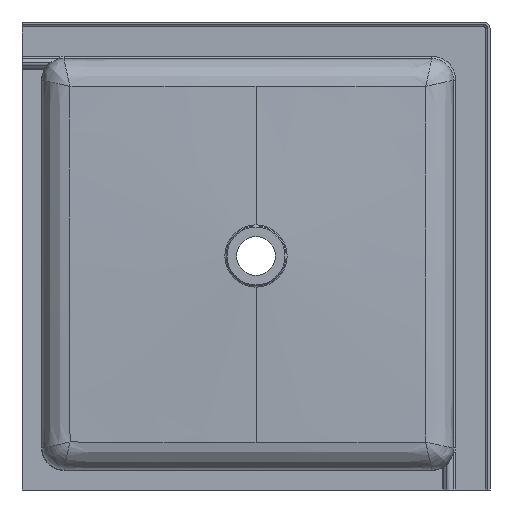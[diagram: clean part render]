
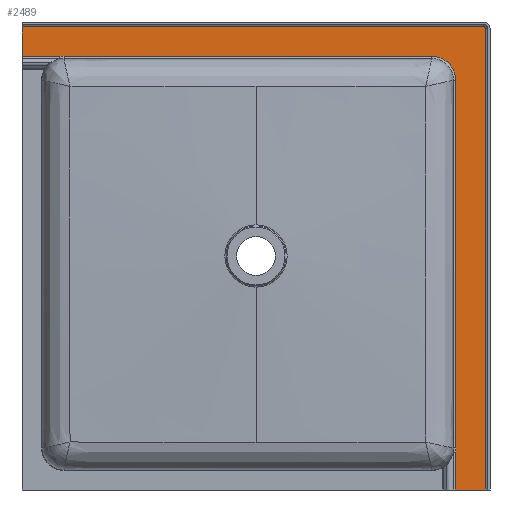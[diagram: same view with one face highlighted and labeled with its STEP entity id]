
A CAD part, front view. The second image highlights one B-rep face of the part: STEP entity #2489.
In plain terms, the highlighted planar face has unit normal (0, -1, 0).
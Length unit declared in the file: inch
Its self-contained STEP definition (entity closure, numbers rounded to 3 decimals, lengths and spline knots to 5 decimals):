
#24 = FACE_OUTER_BOUND ( 'NONE', #3286, .T. ) ;
#60 = CARTESIAN_POINT ( 'NONE',  ( 0., -0.1875, 15.375 ) ) ;
#85 = CIRCLE ( 'NONE', #1222, 0.125 ) ;
#191 = AXIS2_PLACEMENT_3D ( 'NONE', #4740, #6728, #3393 ) ;
#268 = VERTEX_POINT ( 'NONE', #3767 ) ;
#349 = CARTESIAN_POINT ( 'NONE',  ( 13.5, -0.1875, 15.375 ) ) ;
#441 = ORIENTED_EDGE ( 'NONE', *, *, #4172, .T. ) ;
#465 = LINE ( 'NONE', #3203, #1499 ) ;
#491 = CARTESIAN_POINT ( 'NONE',  ( 15.375, -0.1875, -14.7525 ) ) ;
#514 = EDGE_CURVE ( 'NONE', #6050, #5360, #4440, .T. ) ;
#603 = CARTESIAN_POINT ( 'NONE',  ( 15.33849, -0.1875, -18. ) ) ;
#917 = EDGE_CURVE ( 'NONE', #4684, #7227, #8226, .T. ) ;
#1018 = DIRECTION ( 'NONE',  ( 0., 1., 0. ) ) ;
#1129 = EDGE_CURVE ( 'NONE', #4451, #2270, #1814, .T. ) ;
#1143 = ORIENTED_EDGE ( 'NONE', *, *, #3471, .F. ) ;
#1166 = VERTEX_POINT ( 'NONE', #603 ) ;
#1222 = AXIS2_PLACEMENT_3D ( 'NONE', #5722, #2126, #7025 ) ;
#1431 = AXIS2_PLACEMENT_3D ( 'NONE', #3341, #5462, #6099 ) ;
#1499 = VECTOR ( 'NONE', #5957, 39.37008 ) ;
#1509 = CARTESIAN_POINT ( 'NONE',  ( 0., -0.1875, 17.625 ) ) ;
#1594 = CARTESIAN_POINT ( 'NONE',  ( -14.7525, -0.1875, 13.5 ) ) ;
#1600 = EDGE_CURVE ( 'NONE', #7213, #4451, #6368, .T. ) ;
#1794 = ORIENTED_EDGE ( 'NONE', *, *, #5229, .T. ) ;
#1814 = LINE ( 'NONE', #8720, #4668 ) ;
#1827 = CARTESIAN_POINT ( 'NONE',  ( -14.7525, -0.1875, 15.375 ) ) ;
#2089 = DIRECTION ( 'NONE',  ( 1., 0., 0. ) ) ;
#2126 = DIRECTION ( 'NONE',  ( 0., -1., 0. ) ) ;
#2242 = DIRECTION ( 'NONE',  ( 0., 0., 1. ) ) ;
#2270 = VERTEX_POINT ( 'NONE', #491 ) ;
#2273 = CARTESIAN_POINT ( 'NONE',  ( -18., -0.1875, 17.625 ) ) ;
#2283 = CARTESIAN_POINT ( 'NONE',  ( 17.625, -0.1875, 0. ) ) ;
#2489 = ADVANCED_FACE ( 'NONE', ( #24 ), #4735, .F. ) ;
#2549 = CARTESIAN_POINT ( 'NONE',  ( 0., -0.1875, -18. ) ) ;
#2621 = DIRECTION ( 'NONE',  ( 0., 1., 0. ) ) ;
#2740 = ORIENTED_EDGE ( 'NONE', *, *, #1129, .T. ) ;
#2746 = DIRECTION ( 'NONE',  ( 1., 0., 0. ) ) ;
#2840 = CARTESIAN_POINT ( 'NONE',  ( 15.375, -0.1875, 13.5 ) ) ;
#3015 = CARTESIAN_POINT ( 'NONE',  ( 17.625, -0.1875, 17.5 ) ) ;
#3108 = ORIENTED_EDGE ( 'NONE', *, *, #514, .T. ) ;
#3146 = VECTOR ( 'NONE', #6692, 39.37008 ) ;
#3203 = CARTESIAN_POINT ( 'NONE',  ( 0., -0.1875, 15.33849 ) ) ;
#3266 = CARTESIAN_POINT ( 'NONE',  ( -15.12069, -0.1875, 15.33849 ) ) ;
#3286 = EDGE_LOOP ( 'NONE', ( #5811, #6517, #1143, #3108, #7148, #441, #5694, #3398, #8312, #1794, #3646, #2740 ) ) ;
#3341 = CARTESIAN_POINT ( 'NONE',  ( 13.5, -0.1875, -14.7525 ) ) ;
#3393 = DIRECTION ( 'NONE',  ( 0., 0., 1. ) ) ;
#3398 = ORIENTED_EDGE ( 'NONE', *, *, #7697, .T. ) ;
#3471 = EDGE_CURVE ( 'NONE', #6050, #1166, #5978, .T. ) ;
#3619 = AXIS2_PLACEMENT_3D ( 'NONE', #1594, #1018, #6459 ) ;
#3646 = ORIENTED_EDGE ( 'NONE', *, *, #1600, .T. ) ;
#3655 = VECTOR ( 'NONE', #5050, 39.37008 ) ;
#3742 = VERTEX_POINT ( 'NONE', #7973 ) ;
#3750 = CARTESIAN_POINT ( 'NONE',  ( 15.33849, -0.1875, -15.12069 ) ) ;
#3752 = VERTEX_POINT ( 'NONE', #3750 ) ;
#3767 = CARTESIAN_POINT ( 'NONE',  ( 17.5, -0.1875, 17.625 ) ) ;
#3854 = EDGE_CURVE ( 'NONE', #2270, #3752, #8875, .T. ) ;
#4024 = DIRECTION ( 'NONE',  ( 0., 0., -1. ) ) ;
#4172 = EDGE_CURVE ( 'NONE', #268, #8361, #7034, .T. ) ;
#4430 = EDGE_CURVE ( 'NONE', #5360, #268, #85, .T. ) ;
#4440 = LINE ( 'NONE', #2283, #5144 ) ;
#4451 = VERTEX_POINT ( 'NONE', #2840 ) ;
#4668 = VECTOR ( 'NONE', #4731, 39.37008 ) ;
#4684 = VERTEX_POINT ( 'NONE', #3266 ) ;
#4727 = LINE ( 'NONE', #60, #6982 ) ;
#4731 = DIRECTION ( 'NONE',  ( 0., 0., -1. ) ) ;
#4735 = PLANE ( 'NONE',  #5523 ) ;
#4740 = CARTESIAN_POINT ( 'NONE',  ( 13.5, -0.1875, 13.5 ) ) ;
#4929 = CARTESIAN_POINT ( 'NONE',  ( 15.33849, -0.1875, 0. ) ) ;
#5050 = DIRECTION ( 'NONE',  ( -1., 0., 0. ) ) ;
#5144 = VECTOR ( 'NONE', #2242, 39.37008 ) ;
#5229 = EDGE_CURVE ( 'NONE', #7227, #7213, #4727, .T. ) ;
#5360 = VERTEX_POINT ( 'NONE', #3015 ) ;
#5462 = DIRECTION ( 'NONE',  ( 0., 1., 0. ) ) ;
#5523 = AXIS2_PLACEMENT_3D ( 'NONE', #6143, #2621, #2089 ) ;
#5694 = ORIENTED_EDGE ( 'NONE', *, *, #7348, .F. ) ;
#5718 = VECTOR ( 'NONE', #4024, 39.37008 ) ;
#5722 = CARTESIAN_POINT ( 'NONE',  ( 17.5, -0.1875, 17.5 ) ) ;
#5811 = ORIENTED_EDGE ( 'NONE', *, *, #3854, .T. ) ;
#5957 = DIRECTION ( 'NONE',  ( 1., 0., 0. ) ) ;
#5978 = LINE ( 'NONE', #2549, #3146 ) ;
#6050 = VERTEX_POINT ( 'NONE', #6158 ) ;
#6099 = DIRECTION ( 'NONE',  ( 0., 0., 1. ) ) ;
#6143 = CARTESIAN_POINT ( 'NONE',  ( 0., -0.1875, 0. ) ) ;
#6153 = LINE ( 'NONE', #4929, #5718 ) ;
#6158 = CARTESIAN_POINT ( 'NONE',  ( 17.625, -0.1875, -18. ) ) ;
#6196 = DIRECTION ( 'NONE',  ( 0., 0., 1. ) ) ;
#6240 = VECTOR ( 'NONE', #6196, 39.37008 ) ;
#6368 = CIRCLE ( 'NONE', #191, 1.875 ) ;
#6459 = DIRECTION ( 'NONE',  ( 0., 0., 1. ) ) ;
#6517 = ORIENTED_EDGE ( 'NONE', *, *, #8740, .T. ) ;
#6692 = DIRECTION ( 'NONE',  ( -1., 0., 0. ) ) ;
#6728 = DIRECTION ( 'NONE',  ( 0., 1., 0. ) ) ;
#6907 = LINE ( 'NONE', #8778, #6240 ) ;
#6982 = VECTOR ( 'NONE', #2746, 39.37008 ) ;
#7025 = DIRECTION ( 'NONE',  ( 0., 0., 1. ) ) ;
#7034 = LINE ( 'NONE', #1509, #3655 ) ;
#7148 = ORIENTED_EDGE ( 'NONE', *, *, #4430, .T. ) ;
#7213 = VERTEX_POINT ( 'NONE', #349 ) ;
#7227 = VERTEX_POINT ( 'NONE', #1827 ) ;
#7348 = EDGE_CURVE ( 'NONE', #3742, #8361, #6907, .T. ) ;
#7697 = EDGE_CURVE ( 'NONE', #3742, #4684, #465, .T. ) ;
#7973 = CARTESIAN_POINT ( 'NONE',  ( -18., -0.1875, 15.33849 ) ) ;
#8226 = CIRCLE ( 'NONE', #3619, 1.875 ) ;
#8312 = ORIENTED_EDGE ( 'NONE', *, *, #917, .T. ) ;
#8361 = VERTEX_POINT ( 'NONE', #2273 ) ;
#8720 = CARTESIAN_POINT ( 'NONE',  ( 15.375, -0.1875, 0. ) ) ;
#8740 = EDGE_CURVE ( 'NONE', #3752, #1166, #6153, .T. ) ;
#8778 = CARTESIAN_POINT ( 'NONE',  ( -18., -0.1875, 0. ) ) ;
#8875 = CIRCLE ( 'NONE', #1431, 1.875 ) ;
